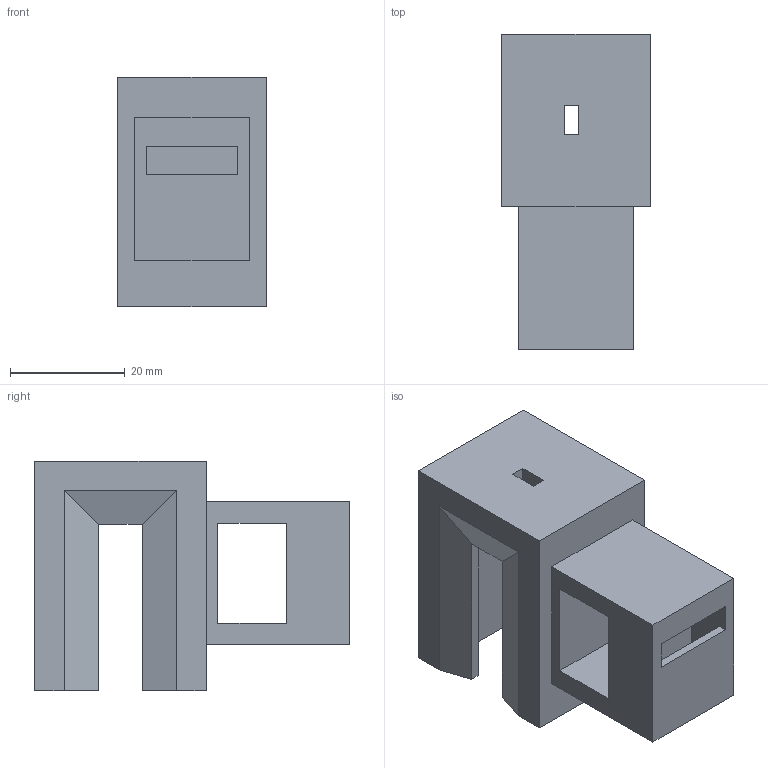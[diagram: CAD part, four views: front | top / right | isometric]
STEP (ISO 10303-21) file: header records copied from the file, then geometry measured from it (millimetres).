
FILE_DESCRIPTION(('FreeCAD Model'),'2;1');
FILE_NAME('Open CASCADE Shape Model','2025-10-13T19:27:38',('Author'),( ''),'Open CASCADE STEP processor 7.8','FreeCAD','Unknown');
FILE_SCHEMA(('AUTOMOTIVE_DESIGN { 1 0 10303 214 1 1 1 1 }'));
Length unit declared in the file: millimetre
Products named in the file (1): RearAxleCoupler
Bounding box: 26 x 55 x 40 mm (x, y, z)
Volume: 19761.1 mm3; surface area: 12115.3 mm2
Topology: 1 solids, 1 shells, 48 faces, 134 edges, 88 vertices
Faces by surface type: plane 48
Entity records: 1544 total; most frequent: CARTESIAN_POINT 271, ORIENTED_EDGE 268, DIRECTION 232, EDGE_CURVE 134, LINE 134, VECTOR 134, VERTEX_POINT 88, FACE_BOUND 56
